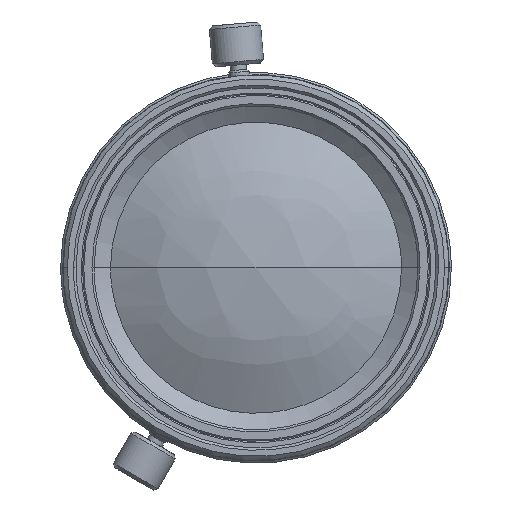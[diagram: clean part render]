
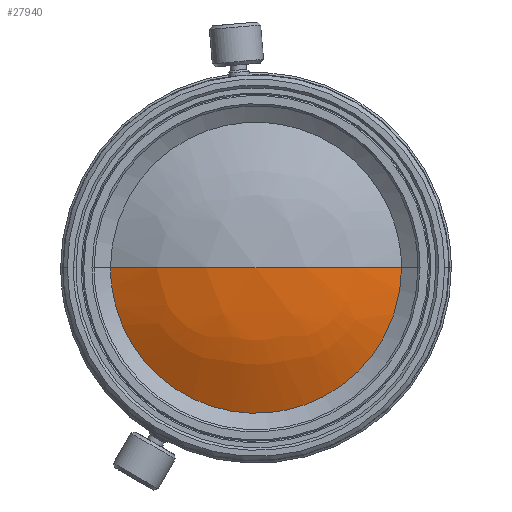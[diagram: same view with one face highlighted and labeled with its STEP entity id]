
A CAD part, left-side view. The second image highlights one B-rep face of the part: STEP entity #27940.
In plain terms, the highlighted free-form (B-spline) face has degree [2, 2] with [9, 5] control points.
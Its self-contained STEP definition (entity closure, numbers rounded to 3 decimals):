
#6270 = CARTESIAN_POINT ('', (-60.508, -14.15, 0.));
#6280 = VERTEX_POINT ('', #6270);
#6340 = CARTESIAN_POINT ('', (-60.508, 14.15, 0.));
#6350 = VERTEX_POINT ('', #6340);
#6360 = CARTESIAN_POINT ('', (-60.508, -14.15, 0.));
#6370 = CARTESIAN_POINT ('', (-60.508, -14.15, -14.15));
#6380 = CARTESIAN_POINT ('', (-60.508, 0., -14.15));
#6390 = CARTESIAN_POINT ('', (-60.508, 14.15, -14.15));
#6400 = CARTESIAN_POINT ('', (-60.508, 14.15, 0.));
#6410 = (
   BOUNDED_CURVE ()
   B_SPLINE_CURVE (2, (#6360, #6370, #6380, #6390, #6400), .UNSPECIFIED., .F., .U.)
   B_SPLINE_CURVE_WITH_KNOTS ((3, 2, 3), (180., 270., 360.), .UNSPECIFIED.)
   CURVE ()
   GEOMETRIC_REPRESENTATION_ITEM ()
   RATIONAL_B_SPLINE_CURVE ((1., 0.707, 1., 0.707, 1.))
   REPRESENTATION_ITEM ('')
);
#6420 = EDGE_CURVE ('', #6280, #6350, #6410, .T.);
#26720 = CARTESIAN_POINT ('', (-64.02, 0., 0.));
#26730 = VERTEX_POINT ('', #26720);
#26740 = CARTESIAN_POINT ('', (-64.02, 0., 0.));
#26750 = CARTESIAN_POINT ('', (-64.02, 7.511, 0.));
#26760 = CARTESIAN_POINT ('', (-60.508, 14.15, 0.));
#26770 = (
   BOUNDED_CURVE ()
   B_SPLINE_CURVE (2, (#26740, #26750, #26760), .UNSPECIFIED., .F., .U.)
   B_SPLINE_CURVE_WITH_KNOTS ((3, 3), (0., 27.88), .UNSPECIFIED.)
   CURVE ()
   GEOMETRIC_REPRESENTATION_ITEM ()
   RATIONAL_B_SPLINE_CURVE ((1., 0.971, 1.))
   REPRESENTATION_ITEM ('')
);
#26780 = EDGE_CURVE ('', #26730, #6350, #26770, .T.);
#26800 = CARTESIAN_POINT ('', (-64.02, 0., 0.));
#26810 = CARTESIAN_POINT ('', (-64.02, -7.511, 0.));
#26820 = CARTESIAN_POINT ('', (-60.508, -14.15, 0.));
#26830 = (
   BOUNDED_CURVE ()
   B_SPLINE_CURVE (2, (#26800, #26810, #26820), .UNSPECIFIED., .F., .U.)
   B_SPLINE_CURVE_WITH_KNOTS ((3, 3), (270., 297.88), .UNSPECIFIED.)
   CURVE ()
   GEOMETRIC_REPRESENTATION_ITEM ()
   RATIONAL_B_SPLINE_CURVE ((1., 0.971, 1.))
   REPRESENTATION_ITEM ('')
);
#26840 = EDGE_CURVE ('', #26730, #6280, #26830, .T.);
#27430 = ORIENTED_EDGE ('', *, *, #26840, .F.);
#27440 = ORIENTED_EDGE ('', *, *, #26780, .T.);
#27450 = ORIENTED_EDGE ('', *, *, #6420, .F.);
#27460 = EDGE_LOOP ('', (#27430, #27440, #27450));
#27470 = FACE_OUTER_BOUND ('', #27460, .T.);
#27480 = CARTESIAN_POINT ('', (-33.76, 0., 30.26));
#27490 = CARTESIAN_POINT ('', (-33.76, 30.26, 30.26));
#27500 = CARTESIAN_POINT ('', (-33.76, 30.26, 0.));
#27510 = CARTESIAN_POINT ('', (-33.76, 30.26, -30.26));
#27520 = CARTESIAN_POINT ('', (-33.76, 0., -30.26));
#27530 = CARTESIAN_POINT ('', (-33.76, 0., 30.26));
#27540 = CARTESIAN_POINT ('', (-3.5, 30.26, 30.26));
#27550 = CARTESIAN_POINT ('', (-3.5, 30.26, 0.));
#27560 = CARTESIAN_POINT ('', (-3.5, 30.26, -30.26));
#27570 = CARTESIAN_POINT ('', (-33.76, 0., -30.26));
#27580 = CARTESIAN_POINT ('', (-33.76, 0., 30.26));
#27590 = CARTESIAN_POINT ('', (-3.5, 0., 30.26));
#27600 = CARTESIAN_POINT ('', (-3.5, 0., 0.));
#27610 = CARTESIAN_POINT ('', (-3.5, 0., -30.26));
#27620 = CARTESIAN_POINT ('', (-33.76, 0., -30.26));
#27630 = CARTESIAN_POINT ('', (-33.76, 0., 30.26));
#27640 = CARTESIAN_POINT ('', (-3.5, -30.26, 30.26));
#27650 = CARTESIAN_POINT ('', (-3.5, -30.26, 0.));
#27660 = CARTESIAN_POINT ('', (-3.5, -30.26, -30.26));
#27670 = CARTESIAN_POINT ('', (-33.76, 0., -30.26));
#27680 = CARTESIAN_POINT ('', (-33.76, 0., 30.26));
#27690 = CARTESIAN_POINT ('', (-33.76, -30.26, 30.26));
#27700 = CARTESIAN_POINT ('', (-33.76, -30.26, 0.));
#27710 = CARTESIAN_POINT ('', (-33.76, -30.26, -30.26));
#27720 = CARTESIAN_POINT ('', (-33.76, 0., -30.26));
#27730 = CARTESIAN_POINT ('', (-33.76, 0., 30.26));
#27740 = CARTESIAN_POINT ('', (-64.02, -30.26, 30.26));
#27750 = CARTESIAN_POINT ('', (-64.02, -30.26, 0.));
#27760 = CARTESIAN_POINT ('', (-64.02, -30.26, -30.26));
#27770 = CARTESIAN_POINT ('', (-33.76, 0., -30.26));
#27780 = CARTESIAN_POINT ('', (-33.76, 0., 30.26));
#27790 = CARTESIAN_POINT ('', (-64.02, 0., 30.26));
#27800 = CARTESIAN_POINT ('', (-64.02, 0., 0.));
#27810 = CARTESIAN_POINT ('', (-64.02, 0., -30.26));
#27820 = CARTESIAN_POINT ('', (-33.76, 0., -30.26));
#27830 = CARTESIAN_POINT ('', (-33.76, 0., 30.26));
#27840 = CARTESIAN_POINT ('', (-64.02, 30.26, 30.26));
#27850 = CARTESIAN_POINT ('', (-64.02, 30.26, 0.));
#27860 = CARTESIAN_POINT ('', (-64.02, 30.26, -30.26));
#27870 = CARTESIAN_POINT ('', (-33.76, 0., -30.26));
#27880 = CARTESIAN_POINT ('', (-33.76, 0., 30.26));
#27890 = CARTESIAN_POINT ('', (-33.76, 30.26, 30.26));
#27900 = CARTESIAN_POINT ('', (-33.76, 30.26, 0.));
#27910 = CARTESIAN_POINT ('', (-33.76, 30.26, -30.26));
#27920 = CARTESIAN_POINT ('', (-33.76, 0., -30.26));
#27930 = (
   BOUNDED_SURFACE ()
   B_SPLINE_SURFACE (2, 2, ((#27480, #27490, #27500, #27510, #27520), (#27530, #27540, #27550, #27560, #27570), (#27580, #27590, #27600, #27610, #27620), (#27630, #27640, #27650, #27660, #27670), (#27680, #27690, #27700, #27710, #27720), (#27730, #27740, #27750, #27760, #27770), (#27780, #27790, #27800, #27810, #27820), (#27830, #27840, #27850, #27860, #27870), (#27880, #27890, #27900, #27910, #27920)), .UNSPECIFIED., .T., .F., .U.)
   B_SPLINE_SURFACE_WITH_KNOTS ((3, 2, 2, 2, 3), (3, 2, 3), (0., 0.25, 0.5, 0.75, 1.), (0., 0.5, 1.), .UNSPECIFIED.)
   SURFACE ()
   GEOMETRIC_REPRESENTATION_ITEM ()
   RATIONAL_B_SPLINE_SURFACE (((1., 0.707, 1., 0.707, 1.), (0.707, 0.5, 0.707, 0.5, 0.707), (1., 0.707, 1., 0.707, 1.), (0.707, 0.5, 0.707, 0.5, 0.707), (1., 0.707, 1., 0.707, 1.), (0.707, 0.5, 0.707, 0.5, 0.707), (1., 0.707, 1., 0.707, 1.), (0.707, 0.5, 0.707, 0.5, 0.707), (1., 0.707, 1., 0.707, 1.)))
   REPRESENTATION_ITEM ('')
);
#27940 = ADVANCED_FACE ('', (#27470), #27930, .T.);
